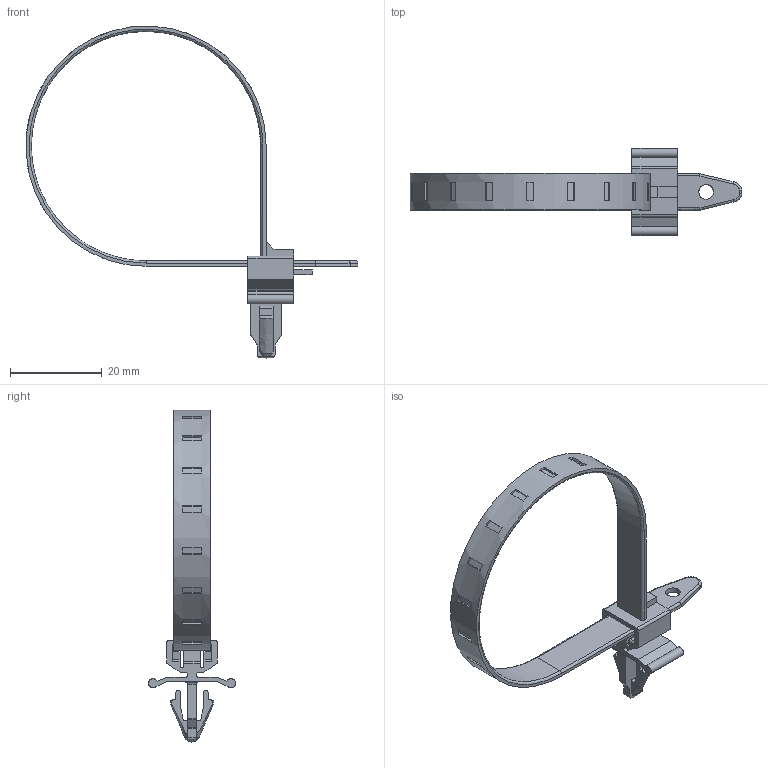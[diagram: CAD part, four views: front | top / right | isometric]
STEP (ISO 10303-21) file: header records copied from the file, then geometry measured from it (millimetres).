
FILE_DESCRIPTION((''),'2;1');
FILE_NAME('','2006-01-19T09:55:28',(''),(''),'','CADfix','');
FILE_SCHEMA(('AUTOMOTIVE_DESIGN'));
Length unit declared in the file: millimetre
Products named in the file (1): clip
Bounding box: 72.35 x 19 x 72.39 mm (x, y, z)
Volume: 2653.3 mm3; surface area: 4938 mm2
Topology: 1 solids, 1 shells, 201 faces, 565 edges, 378 vertices
Faces by surface type: bspline 201
Entity records: 7038 total; most frequent: CARTESIAN_POINT 3589, ORIENTED_EDGE 1130, EDGE_CURVE 565, QUASI_UNIFORM_CURVE 415, VERTEX_POINT 378, EDGE_LOOP 221, FACE_OUTER_BOUND 201, ADVANCED_FACE 201
